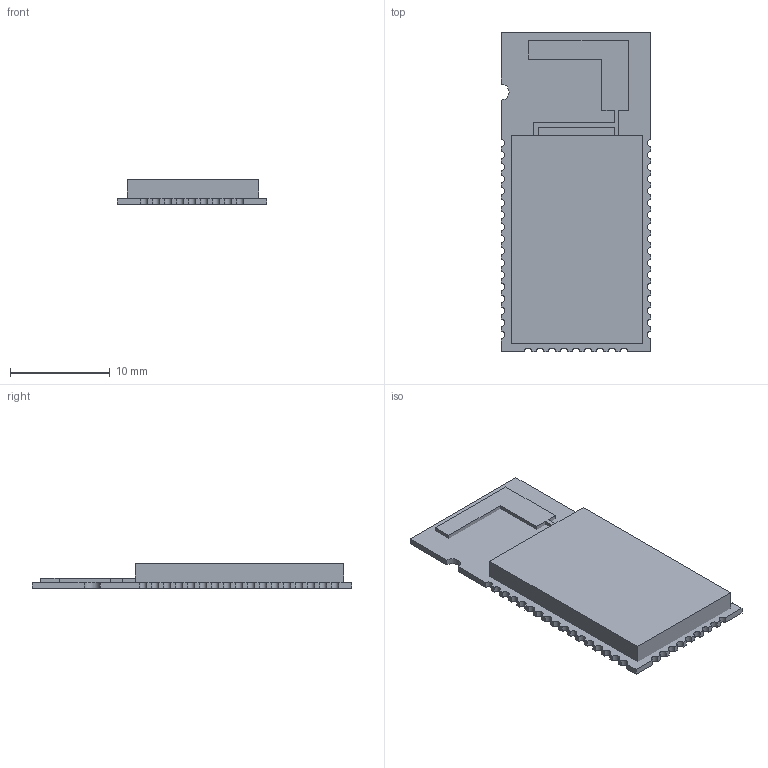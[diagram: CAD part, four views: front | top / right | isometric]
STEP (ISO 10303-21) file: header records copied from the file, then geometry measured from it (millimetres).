
FILE_DESCRIPTION(('FreeCAD Model'),'2;1');
FILE_NAME('Open CASCADE Shape Model','2022-01-23T00:06:02',('Author'),( ''),'Open CASCADE STEP processor 7.5','FreeCAD','Unknown');
FILE_SCHEMA(('AUTOMOTIVE_DESIGN { 1 0 10303 214 1 1 1 1 }'));
Length unit declared in the file: millimetre
Products named in the file (4): bm64; Extrude; Extrude001; Extrude002
Assembly tree (3 placements, depth 2):
  bm64
    Extrude
    Extrude001
    Extrude002
Bounding box: 15 x 32 x 2.5 mm (x, y, z)
Volume: 1009.3 mm3; surface area: 1863.7 mm2
Topology: 3 solids, 3 shells, 119 faces, 339 edges, 226 vertices
Faces by surface type: plane 75, cylinder 44
Entity records: 8383 total; most frequent: CARTESIAN_POINT 1366, DIRECTION 1351, LINE 841, VECTOR 841, ORIENTED_EDGE 678, PCURVE 678, DEFINITIONAL_REPRESENTATION 678, EDGE_CURVE 339
